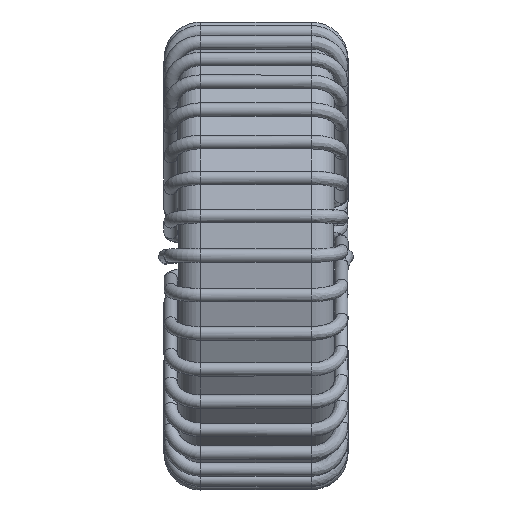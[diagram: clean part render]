
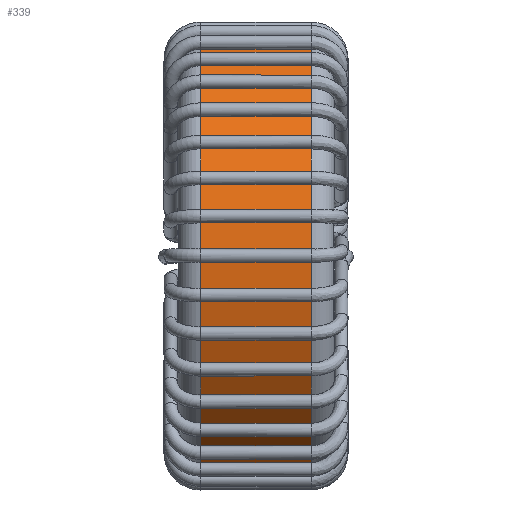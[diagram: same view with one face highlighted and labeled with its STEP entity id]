
A CAD part, top view. The second image highlights one B-rep face of the part: STEP entity #339.
In plain terms, the highlighted cylindrical face has radius 4.865 mm (diameter 9.73 mm), a full revolution.
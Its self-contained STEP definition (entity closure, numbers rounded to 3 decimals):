
#339=ADVANCED_FACE('',(#968,#969),#970,.T.);
#968=FACE_OUTER_BOUND('',#2167,.T.);
#969=FACE_OUTER_BOUND('',#2168,.T.);
#970=CYLINDRICAL_SURFACE('',#2169,4.865);
#2167=EDGE_LOOP('',(#7370));
#2168=EDGE_LOOP('',(#7371));
#2169=AXIS2_PLACEMENT_3D('',#7372,#7373,#7374);
#7370=ORIENTED_EDGE('',*,*,#8894,.T.);
#7371=ORIENTED_EDGE('',*,*,#8892,.T.);
#7372=CARTESIAN_POINT('',(2.0,0.,5.289));
#7373=DIRECTION('',(-1.0,0.,-0.0));
#7374=DIRECTION('',(0.0,-0.0,-1.0));
#8892=EDGE_CURVE('',#9488,#9488,#9489,.T.);
#8894=EDGE_CURVE('',#9491,#9491,#9492,.T.);
#9488=VERTEX_POINT('',#10379);
#9489=CIRCLE('',#10380,4.865);
#9491=VERTEX_POINT('',#10382);
#9492=CIRCLE('',#10383,4.865);
#10379=CARTESIAN_POINT('',(0.775,0.,10.154));
#10380=AXIS2_PLACEMENT_3D('',#13190,#13191,#13192);
#10382=CARTESIAN_POINT('',(3.225,0.,0.424));
#10383=AXIS2_PLACEMENT_3D('',#13193,#13194,#13195);
#13190=CARTESIAN_POINT('',(0.775,0.,5.289));
#13191=DIRECTION('',(1.0,0.,0.0));
#13192=DIRECTION('',(0.0,0.0,1.0));
#13193=CARTESIAN_POINT('',(3.225,0.,5.289));
#13194=DIRECTION('',(-1.0,0.,-0.0));
#13195=DIRECTION('',(0.0,-0.0,-1.0));
